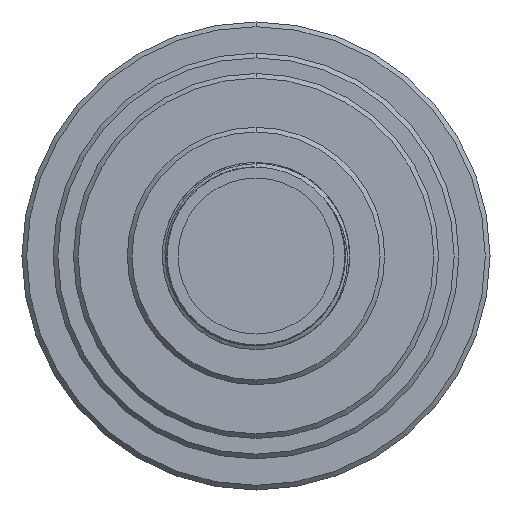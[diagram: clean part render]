
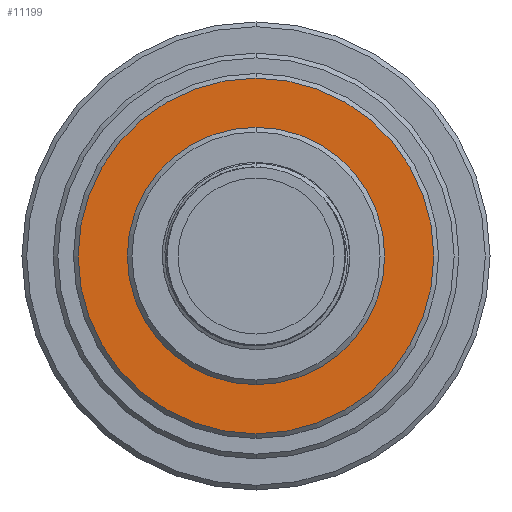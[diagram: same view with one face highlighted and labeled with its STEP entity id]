
A CAD part, left-side view. The second image highlights one B-rep face of the part: STEP entity #11199.
In plain terms, the highlighted face is planar.
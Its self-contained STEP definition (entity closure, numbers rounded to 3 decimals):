
#1298 = EDGE_CURVE('',#1299,#1301,#1303,.T.);
#1299 = VERTEX_POINT('',#1300);
#1300 = CARTESIAN_POINT('',(0.,18.8,-11.4));
#1301 = VERTEX_POINT('',#1302);
#1302 = CARTESIAN_POINT('',(0.,18.8,11.4));
#1303 = SURFACE_CURVE('',#1304,(#1309,#1321),.PCURVE_S1.);
#1304 = CIRCLE('',#1305,11.4);
#1305 = AXIS2_PLACEMENT_3D('',#1306,#1307,#1308);
#1306 = CARTESIAN_POINT('',(0.,18.8,0.));
#1307 = DIRECTION('',(0.,-1.,0.));
#1308 = DIRECTION('',(0.,0.,-1.));
#1309 = PCURVE('',#1310,#1315);
#1310 = CONICAL_SURFACE('',#1311,11.4,0.785);
#1311 = AXIS2_PLACEMENT_3D('',#1312,#1313,#1314);
#1312 = CARTESIAN_POINT('',(0.,18.8,0.));
#1313 = DIRECTION('',(0.,1.,0.));
#1314 = DIRECTION('',(0.,-0.,1.));
#1315 = DEFINITIONAL_REPRESENTATION('',(#1316),#1320);
#1316 = LINE('',#1317,#1318);
#1317 = CARTESIAN_POINT('',(3.142,0.));
#1318 = VECTOR('',#1319,1.);
#1319 = DIRECTION('',(-1.,0.));
#1320 = ( GEOMETRIC_REPRESENTATION_CONTEXT(2) 
PARAMETRIC_REPRESENTATION_CONTEXT() REPRESENTATION_CONTEXT('2D SPACE',''
  ) );
#1321 = PCURVE('',#1322,#1327);
#1322 = PLANE('',#1323);
#1323 = AXIS2_PLACEMENT_3D('',#1324,#1325,#1326);
#1324 = CARTESIAN_POINT('',(11.7,18.8,0.));
#1325 = DIRECTION('',(0.,-1.,-0.));
#1326 = DIRECTION('',(0.,0.,-1.));
#1327 = DEFINITIONAL_REPRESENTATION('',(#1328),#1332);
#1328 = CIRCLE('',#1329,11.4);
#1329 = AXIS2_PLACEMENT_2D('',#1330,#1331);
#1330 = CARTESIAN_POINT('',(0.,-11.7));
#1331 = DIRECTION('',(1.,0.));
#1332 = ( GEOMETRIC_REPRESENTATION_CONTEXT(2) 
PARAMETRIC_REPRESENTATION_CONTEXT() REPRESENTATION_CONTEXT('2D SPACE',''
  ) );
#1350 = CONICAL_SURFACE('',#1351,11.4,0.785);
#1351 = AXIS2_PLACEMENT_3D('',#1352,#1353,#1354);
#1352 = CARTESIAN_POINT('',(0.,18.8,0.));
#1353 = DIRECTION('',(0.,1.,0.));
#1354 = DIRECTION('',(0.,-0.,1.));
#1496 = CYLINDRICAL_SURFACE('',#1497,8.25);
#1497 = AXIS2_PLACEMENT_3D('',#1498,#1499,#1500);
#1498 = CARTESIAN_POINT('',(0.,0.,0.));
#1499 = DIRECTION('',(-0.,-1.,-0.));
#1500 = DIRECTION('',(0.,0.,-1.));
#9462 = EDGE_CURVE('',#9463,#9465,#9467,.T.);
#9463 = VERTEX_POINT('',#9464);
#9464 = CARTESIAN_POINT('',(0.,18.8,-8.25));
#9465 = VERTEX_POINT('',#9466);
#9466 = CARTESIAN_POINT('',(0.,18.8,8.25));
#9467 = SURFACE_CURVE('',#9468,(#9473,#9480),.PCURVE_S1.);
#9468 = CIRCLE('',#9469,8.25);
#9469 = AXIS2_PLACEMENT_3D('',#9470,#9471,#9472);
#9470 = CARTESIAN_POINT('',(0.,18.8,0.));
#9471 = DIRECTION('',(0.,-1.,0.));
#9472 = DIRECTION('',(0.,0.,-1.));
#9473 = PCURVE('',#1496,#9474);
#9474 = DEFINITIONAL_REPRESENTATION('',(#9475),#9479);
#9475 = LINE('',#9476,#9477);
#9476 = CARTESIAN_POINT('',(0.,-18.8));
#9477 = VECTOR('',#9478,1.);
#9478 = DIRECTION('',(1.,0.));
#9479 = ( GEOMETRIC_REPRESENTATION_CONTEXT(2) 
PARAMETRIC_REPRESENTATION_CONTEXT() REPRESENTATION_CONTEXT('2D SPACE',''
  ) );
#9480 = PCURVE('',#1322,#9481);
#9481 = DEFINITIONAL_REPRESENTATION('',(#9482),#9486);
#9482 = CIRCLE('',#9483,8.25);
#9483 = AXIS2_PLACEMENT_2D('',#9484,#9485);
#9484 = CARTESIAN_POINT('',(0.,-11.7));
#9485 = DIRECTION('',(1.,0.));
#9486 = ( GEOMETRIC_REPRESENTATION_CONTEXT(2) 
PARAMETRIC_REPRESENTATION_CONTEXT() REPRESENTATION_CONTEXT('2D SPACE',''
  ) );
#9502 = CYLINDRICAL_SURFACE('',#9503,8.25);
#9503 = AXIS2_PLACEMENT_3D('',#9504,#9505,#9506);
#9504 = CARTESIAN_POINT('',(0.,0.,0.));
#9505 = DIRECTION('',(-0.,-1.,-0.));
#9506 = DIRECTION('',(0.,0.,-1.));
#11199 = ADVANCED_FACE('',(#11200,#11225),#1322,.T.);
#11200 = FACE_BOUND('',#11201,.T.);
#11201 = EDGE_LOOP('',(#11202,#11224));
#11202 = ORIENTED_EDGE('',*,*,#11203,.T.);
#11203 = EDGE_CURVE('',#1301,#1299,#11204,.T.);
#11204 = SURFACE_CURVE('',#11205,(#11210,#11217),.PCURVE_S1.);
#11205 = CIRCLE('',#11206,11.4);
#11206 = AXIS2_PLACEMENT_3D('',#11207,#11208,#11209);
#11207 = CARTESIAN_POINT('',(0.,18.8,0.));
#11208 = DIRECTION('',(0.,-1.,0.));
#11209 = DIRECTION('',(0.,0.,-1.));
#11210 = PCURVE('',#1322,#11211);
#11211 = DEFINITIONAL_REPRESENTATION('',(#11212),#11216);
#11212 = CIRCLE('',#11213,11.4);
#11213 = AXIS2_PLACEMENT_2D('',#11214,#11215);
#11214 = CARTESIAN_POINT('',(0.,-11.7));
#11215 = DIRECTION('',(1.,0.));
#11216 = ( GEOMETRIC_REPRESENTATION_CONTEXT(2) 
PARAMETRIC_REPRESENTATION_CONTEXT() REPRESENTATION_CONTEXT('2D SPACE',''
  ) );
#11217 = PCURVE('',#1350,#11218);
#11218 = DEFINITIONAL_REPRESENTATION('',(#11219),#11223);
#11219 = LINE('',#11220,#11221);
#11220 = CARTESIAN_POINT('',(9.425,0.));
#11221 = VECTOR('',#11222,1.);
#11222 = DIRECTION('',(-1.,0.));
#11223 = ( GEOMETRIC_REPRESENTATION_CONTEXT(2) 
PARAMETRIC_REPRESENTATION_CONTEXT() REPRESENTATION_CONTEXT('2D SPACE',''
  ) );
#11224 = ORIENTED_EDGE('',*,*,#1298,.T.);
#11225 = FACE_BOUND('',#11226,.T.);
#11226 = EDGE_LOOP('',(#11227,#11228));
#11227 = ORIENTED_EDGE('',*,*,#9462,.F.);
#11228 = ORIENTED_EDGE('',*,*,#11229,.F.);
#11229 = EDGE_CURVE('',#9465,#9463,#11230,.T.);
#11230 = SURFACE_CURVE('',#11231,(#11236,#11243),.PCURVE_S1.);
#11231 = CIRCLE('',#11232,8.25);
#11232 = AXIS2_PLACEMENT_3D('',#11233,#11234,#11235);
#11233 = CARTESIAN_POINT('',(0.,18.8,0.));
#11234 = DIRECTION('',(0.,-1.,0.));
#11235 = DIRECTION('',(0.,0.,-1.));
#11236 = PCURVE('',#1322,#11237);
#11237 = DEFINITIONAL_REPRESENTATION('',(#11238),#11242);
#11238 = CIRCLE('',#11239,8.25);
#11239 = AXIS2_PLACEMENT_2D('',#11240,#11241);
#11240 = CARTESIAN_POINT('',(0.,-11.7));
#11241 = DIRECTION('',(1.,0.));
#11242 = ( GEOMETRIC_REPRESENTATION_CONTEXT(2) 
PARAMETRIC_REPRESENTATION_CONTEXT() REPRESENTATION_CONTEXT('2D SPACE',''
  ) );
#11243 = PCURVE('',#9502,#11244);
#11244 = DEFINITIONAL_REPRESENTATION('',(#11245),#11249);
#11245 = LINE('',#11246,#11247);
#11246 = CARTESIAN_POINT('',(0.,-18.8));
#11247 = VECTOR('',#11248,1.);
#11248 = DIRECTION('',(1.,0.));
#11249 = ( GEOMETRIC_REPRESENTATION_CONTEXT(2) 
PARAMETRIC_REPRESENTATION_CONTEXT() REPRESENTATION_CONTEXT('2D SPACE',''
  ) );
